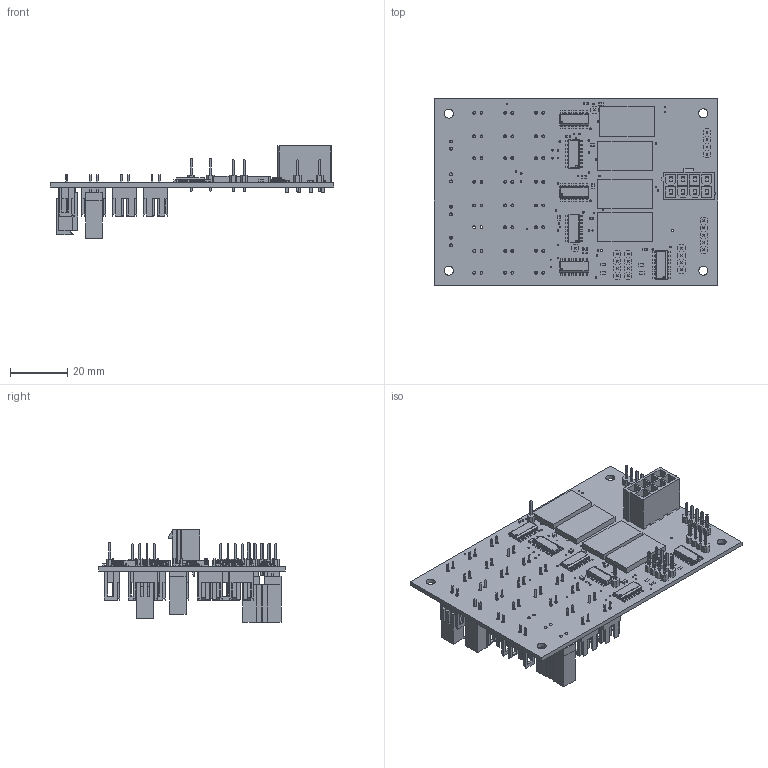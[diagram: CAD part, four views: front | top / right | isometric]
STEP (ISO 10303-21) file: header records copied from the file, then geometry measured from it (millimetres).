
FILE_DESCRIPTION(/* description */ (''),/* implementation_level */ '2;1');
FILE_NAME(/* name */ 'PCB.step',/* time_stamp */ '2019-11-26T19:05:16+01:00',/* author */ (''),/* organization */ (''),/* preprocessor_version */ 'ST-DEVELOPER v18',/* originating_system */ 'Autodesk Translation Framework v8.12.0.6',/* authorisation */ '');
FILE_SCHEMA (('AUTOMOTIVE_DESIGN { 1 0 10303 214 3 1 1 }'));
Length unit declared in the file: millimetre
Products named in the file (15): PCB-mini; PCB Component; Board; 1X04; 1X05; 1X01; 5566-8FERRO; ULN2004AD; SOLENOID-CONTACT-REVERSE; SOLENOID-CONTACT; C0603; 74LS595N; R0603; Solenoid jumper; new aliexpress connector
Assembly tree (62 placements, depth 3):
  PCB-mini
    PCB Component
      Board
      1X04  x4
      1X05
      1X01  x2
      C0603  x10
      5566-8FERRO
      ULN2004AD  x6
      SOLENOID-CONTACT-REVERSE  x11
      SOLENOID-CONTACT  x13
      74LS595N  x4
      R0603  x4
    Solenoid jumper
    new aliexpress connector  x3
Bounding box: 99 x 65 x 32.2 mm (x, y, z)
Volume: 20590.9 mm3; surface area: 35237.2 mm2
Topology: 160 solids, 160 shells, 4607 faces, 12051 edges, 7754 vertices
Faces by surface type: plane 3787, cylinder 754, sphere 66
Full cylindrical faces by diameter (mm): 0.35 x4, 0.4 x10, 0.55 x55, 0.6 x6, 0.813 x64, 1.016 x79, 1.4 x8, 3.2 x4
Entity records: 40213 total; most frequent: CARTESIAN_POINT 6698, ORIENTED_EDGE 6530, DIRECTION 6510, EDGE_CURVE 3265, LINE 2644, VECTOR 2644, VERTEX_POINT 2121, AXIS2_PLACEMENT_3D 1933
